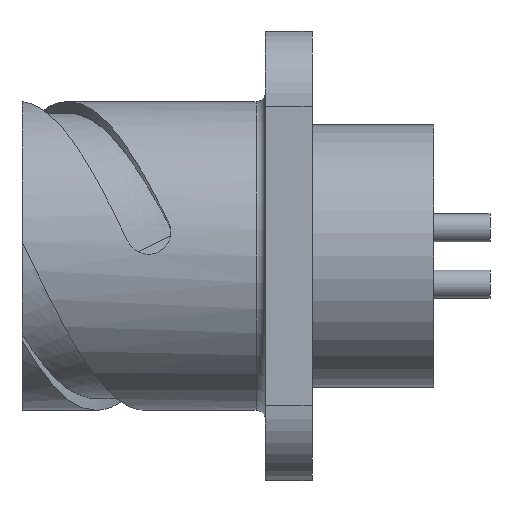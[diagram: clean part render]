
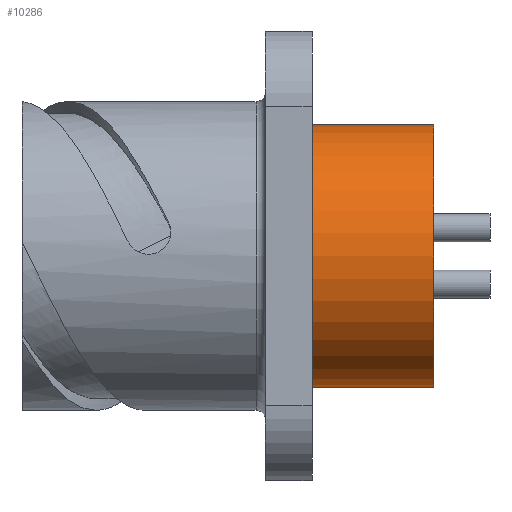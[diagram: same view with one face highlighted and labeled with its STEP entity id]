
A CAD part, left-side view. The second image highlights one B-rep face of the part: STEP entity #10286.
In plain terms, the highlighted cylindrical face has radius 7 mm (diameter 14 mm), a partial arc.
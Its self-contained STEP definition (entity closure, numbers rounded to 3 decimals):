
#341 = VERTEX_POINT ( 'NONE', #17258 ) ;
#380 = AXIS2_PLACEMENT_3D ( 'NONE', #2463, #10435, #17132 ) ;
#405 = CARTESIAN_POINT ( 'NONE',  ( 0., -6.5, 7. ) ) ;
#739 = CARTESIAN_POINT ( 'NONE',  ( 0., -6.5, 7. ) ) ;
#1055 = VERTEX_POINT ( 'NONE', #739 ) ;
#2032 = DIRECTION ( 'NONE',  ( 0., -1., 0. ) ) ;
#2134 = EDGE_CURVE ( 'NONE', #1055, #13002, #4346, .T. ) ;
#2463 = CARTESIAN_POINT ( 'NONE',  ( 0., -6.5, 0. ) ) ;
#2785 = ORIENTED_EDGE ( 'NONE', *, *, #10178, .F. ) ;
#3185 = DIRECTION ( 'NONE',  ( 0., 0., 1. ) ) ;
#3197 = CARTESIAN_POINT ( 'NONE',  ( 0., -6.5, 0. ) ) ;
#3357 = VECTOR ( 'NONE', #10837, 1000. ) ;
#3532 = FACE_OUTER_BOUND ( 'NONE', #5764, .T. ) ;
#3732 = CARTESIAN_POINT ( 'NONE',  ( 0., -6.5, -7. ) ) ;
#4051 = CIRCLE ( 'NONE', #4439, 7. ) ;
#4346 = LINE ( 'NONE', #405, #10604 ) ;
#4439 = AXIS2_PLACEMENT_3D ( 'NONE', #11173, #2032, #3185 ) ;
#5764 = EDGE_LOOP ( 'NONE', ( #11340, #2785, #16371, #8957 ) ) ;
#7928 = CIRCLE ( 'NONE', #380, 7. ) ;
#8348 = EDGE_CURVE ( 'NONE', #13002, #341, #4051, .T. ) ;
#8957 = ORIENTED_EDGE ( 'NONE', *, *, #8348, .T. ) ;
#9173 = VERTEX_POINT ( 'NONE', #3732 ) ;
#9728 = DIRECTION ( 'NONE',  ( 0., 1., 0. ) ) ;
#10178 = EDGE_CURVE ( 'NONE', #1055, #9173, #7928, .T. ) ;
#10286 = ADVANCED_FACE ( 'NONE', ( #3532 ), #15444, .T. ) ;
#10435 = DIRECTION ( 'NONE',  ( 0., -1., 0. ) ) ;
#10439 = LINE ( 'NONE', #10781, #3357 ) ;
#10604 = VECTOR ( 'NONE', #11277, 1000. ) ;
#10781 = CARTESIAN_POINT ( 'NONE',  ( 0., -6.5, -7. ) ) ;
#10837 = DIRECTION ( 'NONE',  ( 0., 1., 0. ) ) ;
#11173 = CARTESIAN_POINT ( 'NONE',  ( 0., 0., 0. ) ) ;
#11260 = CARTESIAN_POINT ( 'NONE',  ( 0., 0., 7. ) ) ;
#11277 = DIRECTION ( 'NONE',  ( 0., 1., 0. ) ) ;
#11291 = DIRECTION ( 'NONE',  ( 0., 0., 1. ) ) ;
#11340 = ORIENTED_EDGE ( 'NONE', *, *, #13382, .F. ) ;
#12641 = AXIS2_PLACEMENT_3D ( 'NONE', #3197, #9728, #11291 ) ;
#13002 = VERTEX_POINT ( 'NONE', #11260 ) ;
#13382 = EDGE_CURVE ( 'NONE', #9173, #341, #10439, .T. ) ;
#15444 = CYLINDRICAL_SURFACE ( 'NONE', #12641, 7. ) ;
#16371 = ORIENTED_EDGE ( 'NONE', *, *, #2134, .T. ) ;
#17132 = DIRECTION ( 'NONE',  ( 0., 0., -1. ) ) ;
#17258 = CARTESIAN_POINT ( 'NONE',  ( 0., 0., -7. ) ) ;
